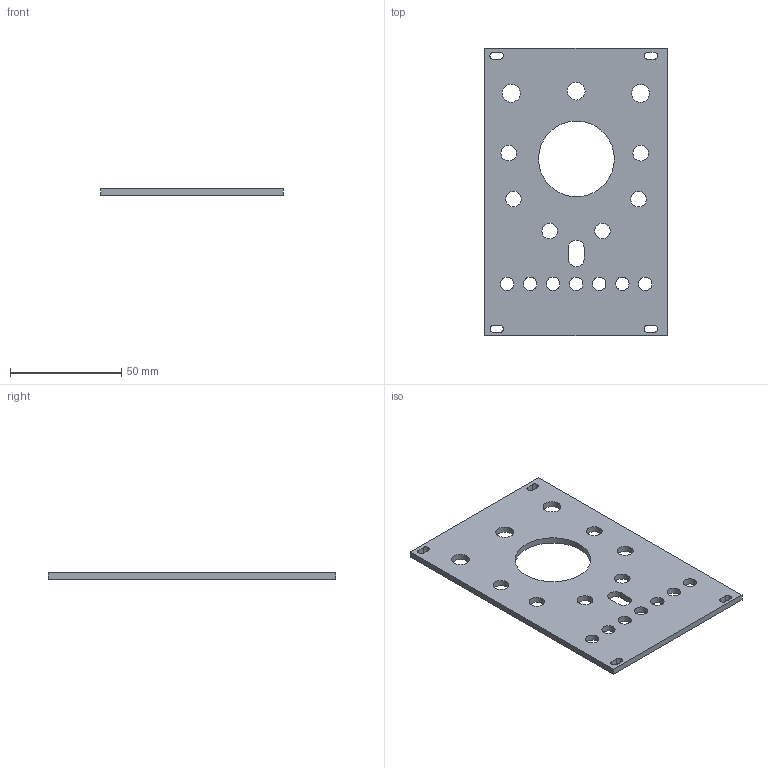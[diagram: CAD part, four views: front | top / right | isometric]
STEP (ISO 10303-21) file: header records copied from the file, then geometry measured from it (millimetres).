
FILE_DESCRIPTION(('KiCad electronic assembly'),'2;1');
FILE_NAME('myriadPCBPanel_0.3.step','2025-02-28T12:52:26',('Pcbnew'),( 'Kicad'),'Open CASCADE STEP processor 7.6','KiCad to STEP converter' ,'Unknown');
FILE_SCHEMA(('AUTOMOTIVE_DESIGN { 1 0 10303 214 1 1 1 1 }'));
Length unit declared in the file: millimetre
Products named in the file (2): myriadPCBPanel_0.3 1; myriadPCBPanel_0.3_PCB
Assembly tree (1 placements, depth 2):
  myriadPCBPanel_0.3 1
    myriadPCBPanel_0.3_PCB
Bounding box: 81.7 x 128.94 x 2.8 mm (x, y, z)
Volume: 24935 mm3; surface area: 20504.3 mm2
Topology: 1 solids, 1 shells, 43 faces, 123 edges, 82 vertices
Faces by surface type: cylinder 27, plane 16
Full cylindrical faces by diameter (mm): 6 x7, 7 x6, 8 x3, 34 x1
Entity records: 1556 total; most frequent: DIRECTION 267, CARTESIAN_POINT 250, ORIENTED_EDGE 246, EDGE_CURVE 123, AXIS2_PLACEMENT_3D 99, FACE_BOUND 87, EDGE_LOOP 87, VERTEX_POINT 82
